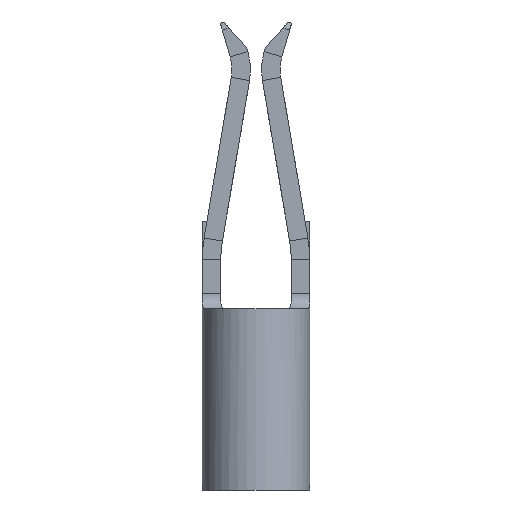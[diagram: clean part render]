
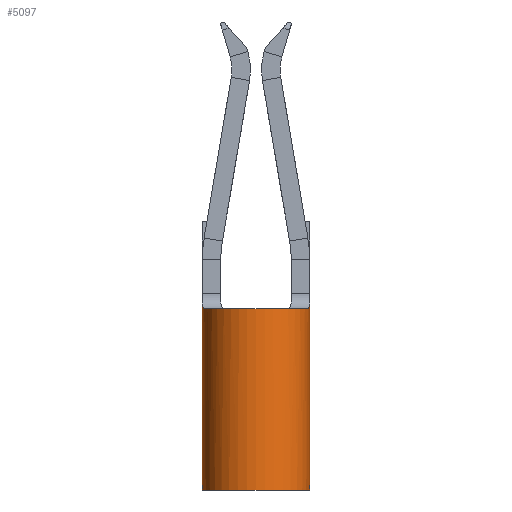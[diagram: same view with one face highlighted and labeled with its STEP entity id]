
A CAD part, left-side view. The second image highlights one B-rep face of the part: STEP entity #5097.
In plain terms, the highlighted cylindrical face has radius 1.45 mm (diameter 2.9 mm), a partial arc.
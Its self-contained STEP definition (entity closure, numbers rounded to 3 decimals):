
#1262=CARTESIAN_POINT('',(-5.925,-1.45,-7.345));
#1263=CARTESIAN_POINT('',(-5.925,-1.45,-7.366));
#1264=CARTESIAN_POINT('',(-5.928,-1.45,
-7.408));
#1265=CARTESIAN_POINT('',(-5.943,-1.45,
-7.47));
#1266=CARTESIAN_POINT('',(-5.968,-1.449,
-7.529));
#1267=CARTESIAN_POINT('',(-6.002,-1.448,
-7.583));
#1268=CARTESIAN_POINT('',(-6.043,-1.445,
-7.631));
#1269=CARTESIAN_POINT('',(-6.091,-1.441,
-7.671));
#1270=CARTESIAN_POINT('',(-6.145,-1.434,
-7.703));
#1271=CARTESIAN_POINT('',(-6.202,-1.424,
-7.727));
#1272=CARTESIAN_POINT('',(-6.262,-1.411,
-7.741));
#1273=CARTESIAN_POINT('',(-6.304,-1.4,
-7.745));
#1274=CARTESIAN_POINT('',(-6.325,-1.394,
-7.745));
#1290=DIRECTION('',(0.,0.,1.));
#1291=VECTOR('',#1290,5.3);
#1292=CARTESIAN_POINT('',(-5.925,1.45,-12.645));
#1293=LINE('',#1292,#1291);
#1294=CARTESIAN_POINT('',(-5.925,0.,-7.745));
#1295=DIRECTION('',(0.,0.,-1.));
#1296=DIRECTION('',(-1.,0.,0.));
#1297=AXIS2_PLACEMENT_3D('',#1294,#1295,#1296);
#1299=CARTESIAN_POINT('',(-5.925,0.,-7.745));
#1300=DIRECTION('',(0.,0.,-1.));
#1301=DIRECTION('',(-0.276,-0.961,0.));
#1302=AXIS2_PLACEMENT_3D('',#1299,#1300,#1301);
#1304=DIRECTION('',(0.,0.,-1.));
#1305=VECTOR('',#1304,5.3);
#1306=CARTESIAN_POINT('',(-5.925,-1.45,-7.345));
#1307=LINE('',#1306,#1305);
#1308=CARTESIAN_POINT('',(-5.925,0.,-12.645));
#1309=DIRECTION('',(0.,0.,-1.));
#1310=DIRECTION('',(0.,-1.,0.));
#1311=AXIS2_PLACEMENT_3D('',#1308,#1309,#1310);
#1496=CARTESIAN_POINT('',(-6.325,1.394,
-7.745));
#1497=CARTESIAN_POINT('',(-6.304,1.4,
-7.745));
#1498=CARTESIAN_POINT('',(-6.262,1.411,
-7.741));
#1499=CARTESIAN_POINT('',(-6.202,1.424,
-7.727));
#1500=CARTESIAN_POINT('',(-6.145,1.434,
-7.703));
#1501=CARTESIAN_POINT('',(-6.091,1.441,
-7.671));
#1502=CARTESIAN_POINT('',(-6.043,1.445,
-7.631));
#1503=CARTESIAN_POINT('',(-6.002,1.448,
-7.583));
#1504=CARTESIAN_POINT('',(-5.968,1.449,
-7.529));
#1505=CARTESIAN_POINT('',(-5.943,1.45,
-7.47));
#1506=CARTESIAN_POINT('',(-5.928,1.45,
-7.408));
#1507=CARTESIAN_POINT('',(-5.925,1.45,-7.366));
#1508=CARTESIAN_POINT('',(-5.925,1.45,-7.345));
#2724=CARTESIAN_POINT('',(-5.925,0.,-12.645));
#2725=DIRECTION('',(0.,0.,-1.));
#2726=DIRECTION('',(-1.,0.,0.));
#2727=AXIS2_PLACEMENT_3D('',#2724,#2725,#2726);
#3158=CARTESIAN_POINT('',(-6.325,-1.394,-7.745));
#3159=CARTESIAN_POINT('',(-7.375,0.,-7.745));
#3160=VERTEX_POINT('',#3158);
#3161=VERTEX_POINT('',#3159);
#3162=CARTESIAN_POINT('',(-5.925,-1.45,-12.645));
#3163=CARTESIAN_POINT('',(-7.375,0.,-12.645));
#3164=VERTEX_POINT('',#3162);
#3165=VERTEX_POINT('',#3163);
#3174=CARTESIAN_POINT('',(-6.325,1.394,-7.745));
#3175=VERTEX_POINT('',#3174);
#3176=CARTESIAN_POINT('',(-5.925,1.45,-12.645));
#3177=VERTEX_POINT('',#3176);
#3182=CARTESIAN_POINT('',(-5.925,-1.45,-7.345));
#3183=VERTEX_POINT('',#3182);
#3184=CARTESIAN_POINT('',(-5.925,1.45,-7.345));
#3185=VERTEX_POINT('',#3184);
#5076=CARTESIAN_POINT('',(-5.925,0.,-12.645));
#5077=DIRECTION('',(0.,0.,-1.));
#5078=DIRECTION('',(0.,1.,0.));
#5079=AXIS2_PLACEMENT_3D('',#5076,#5077,#5078);
#5080=CYLINDRICAL_SURFACE('',#5079,1.45);
#5082=ORIENTED_EDGE('',*,*,#5081,.T.);
#5084=ORIENTED_EDGE('',*,*,#5083,.T.);
#5086=ORIENTED_EDGE('',*,*,#5085,.T.);
#5088=ORIENTED_EDGE('',*,*,#5087,.F.);
#5090=ORIENTED_EDGE('',*,*,#5089,.F.);
#5092=ORIENTED_EDGE('',*,*,#5091,.F.);
#5093=ORIENTED_EDGE('',*,*,#5067,.F.);
#5094=ORIENTED_EDGE('',*,*,#3469,.T.);
#5095=EDGE_LOOP('',(#5082,#5084,#5086,#5088,#5090,#5092,#5093,#5094));
#5096=FACE_OUTER_BOUND('',#5095,.F.);
#1275=B_SPLINE_CURVE_WITH_KNOTS('',3,(#1262,#1263,#1264,#1265,#1266,#1267,#1268,
#1269,#1270,#1271,#1272,#1273,#1274),.UNSPECIFIED.,.F.,.F.,(4,1,1,1,1,1,1,1,1,1,
4),(0.,0.1,0.2,0.3,0.4,0.5,0.6,0.7,0.8,0.9,1.),
.UNSPECIFIED.);
#1298=CIRCLE('',#1297,1.45);
#1303=CIRCLE('',#1302,1.45);
#1312=CIRCLE('',#1311,1.45);
#1509=B_SPLINE_CURVE_WITH_KNOTS('',3,(#1496,#1497,#1498,#1499,#1500,#1501,#1502,
#1503,#1504,#1505,#1506,#1507,#1508),.UNSPECIFIED.,.F.,.F.,(4,1,1,1,1,1,1,1,1,1,
4),(0.,0.1,0.2,0.3,0.4,0.5,0.6,0.7,0.8,0.9,1.),
.UNSPECIFIED.);
#2728=CIRCLE('',#2727,1.45);
#3469=EDGE_CURVE('',#3183,#3164,#1307,.T.);
#5067=EDGE_CURVE('',#3183,#3160,#1275,.T.);
#5081=EDGE_CURVE('',#3164,#3165,#1312,.T.);
#5083=EDGE_CURVE('',#3165,#3177,#2728,.T.);
#5085=EDGE_CURVE('',#3177,#3185,#1293,.T.);
#5087=EDGE_CURVE('',#3175,#3185,#1509,.T.);
#5089=EDGE_CURVE('',#3161,#3175,#1298,.T.);
#5091=EDGE_CURVE('',#3160,#3161,#1303,.T.);
#5097=ADVANCED_FACE('',(#5096),#5080,.T.);
